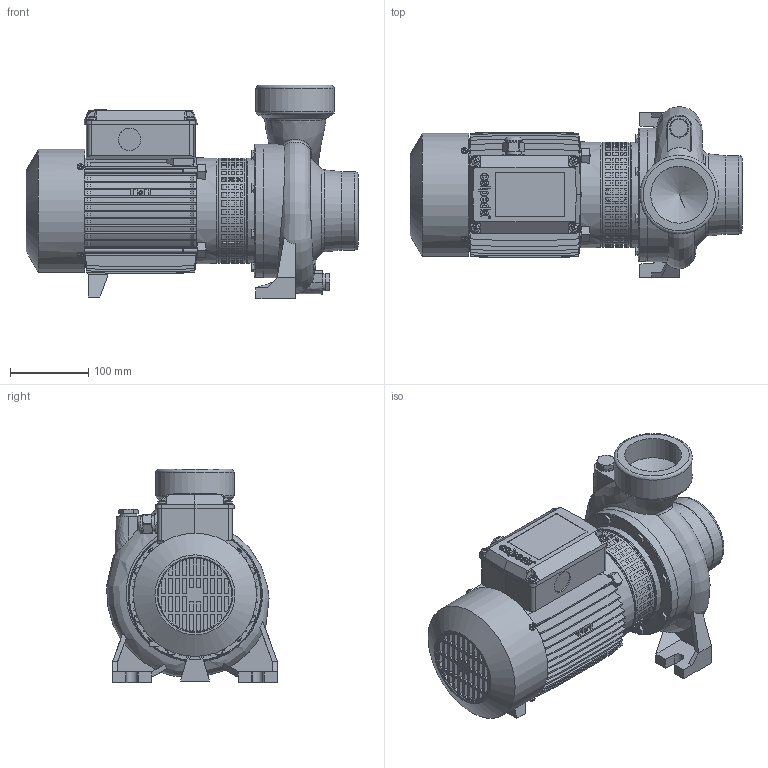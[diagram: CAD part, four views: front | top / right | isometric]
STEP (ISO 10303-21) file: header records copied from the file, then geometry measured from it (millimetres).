
FILE_DESCRIPTION(('STEP AP214'),'2;1');
FILE_NAME('4_93_603_01_REV00.stp','2018-01-16T08:52:03',(''),(''),'2016.1.120','THINKDESIGN','');
FILE_SCHEMA(('AUTOMOTIVE_DESIGN'));
Bounding box: 423 x 217.55 x 272 mm (x, y, z)
Volume: 8170054.1 mm3; surface area: 648212.3 mm2
Topology: 13 solids, 13 shells, 1434 faces, 4371 edges, 3077 vertices
Faces by surface type: plane 1004, bspline 261, cylinder 169
Full cylindrical faces by diameter (mm): 2.7 x1, 3 x1, 4.36 x4, 4.4 x2, 5 x6, 5.4 x1, 6 x16, 8 x4, 10 x4, 13.25 x1, 14.66 x1, 16.662 x2, 20 x1, 20.1 x1, 20.5 x1, 22 x2, 23 x1, 24 x2, 28.5 x2, 34 x1, 72.5 x2, 100 x2, 130 x1, 134 x1, 135 x2, 157 x1
Entity records: 101412 total; most frequent: CARTESIAN_POINT 50920, ORIENTED_EDGE 7812, DIRECTION 7043, EDGE_CURVE 3906, VECTOR 2765, LINE 2765, VERTEX_POINT 2614, AXIS2_PLACEMENT_3D 2139
